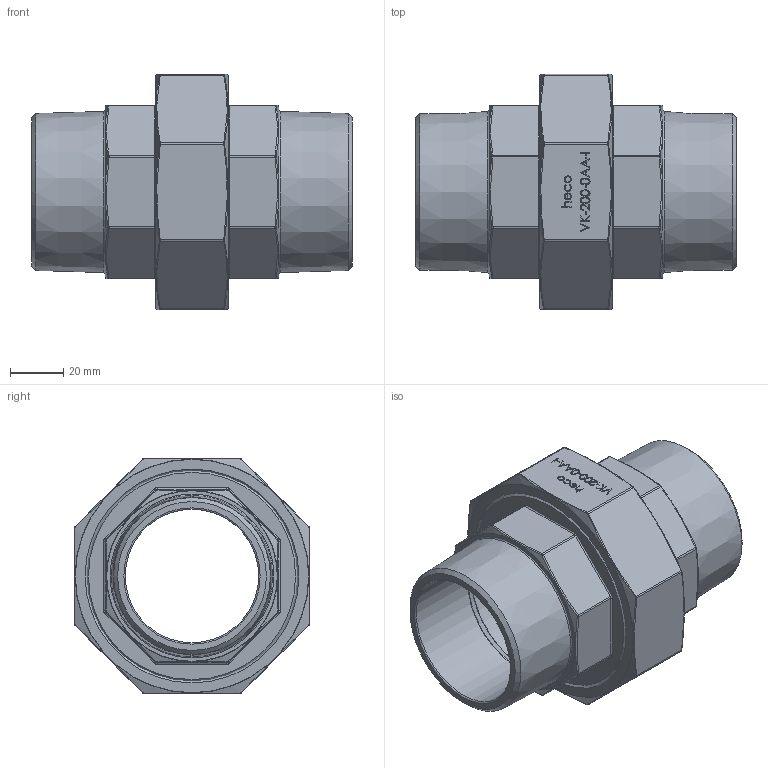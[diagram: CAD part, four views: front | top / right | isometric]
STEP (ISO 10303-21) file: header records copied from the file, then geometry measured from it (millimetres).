
FILE_DESCRIPTION (( 'STEP AP214' ), '1' );
FILE_NAME ('VK-200-0AA-I Verschraubung konisch 2202.STEP', '2022-02-09T09:58:19', ( '' ), ( '' ), 'SwSTEP 2.0', 'SolidWorks 2019', '' );
FILE_SCHEMA (( 'AUTOMOTIVE_DESIGN' ));
Length unit declared in the file: millimetre
Products named in the file (1): VK-200-0AA-I Verschraubung konisch 2202
Bounding box: 120 x 88 x 88 mm (x, y, z)
Volume: 190674.9 mm3; surface area: 72709.3 mm2
Topology: 3 solids, 3 shells, 381 faces, 912 edges, 568 vertices
Faces by surface type: plane 136, bspline 132, cylinder 51, torus 45, cone 17
Full cylindrical faces by diameter (mm): 50 x2, 54 x2, 61 x2, 72 x1, 73 x1, 77.5 x1, 77.84 x1, 80 x1
Entity records: 20430 total; most frequent: CARTESIAN_POINT 8565, ORIENTED_EDGE 1666, DIRECTION 1265, EDGE_CURVE 833, VERTEX_POINT 546, EDGE_LOOP 475, AXIS2_PLACEMENT_3D 446, FACE_OUTER_BOUND 421
